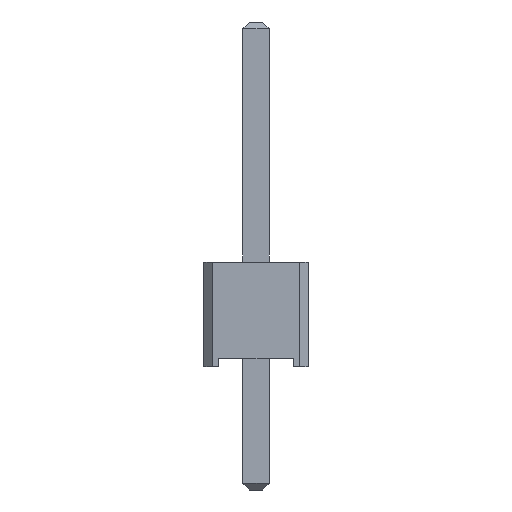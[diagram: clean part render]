
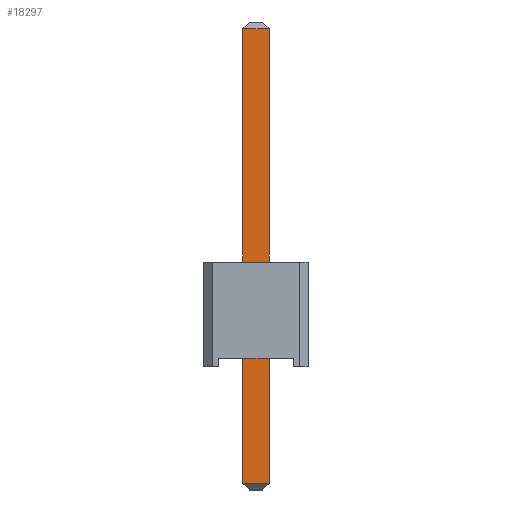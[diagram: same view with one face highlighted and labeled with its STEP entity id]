
A CAD part, left-side view. The second image highlights one B-rep face of the part: STEP entity #18297.
In plain terms, the highlighted planar face has unit normal (-1, 0, 0).
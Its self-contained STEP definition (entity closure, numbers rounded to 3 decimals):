
#18181 = EDGE_CURVE('',#18182,#18184,#18186,.T.);
#18182 = VERTEX_POINT('',#18183);
#18183 = CARTESIAN_POINT('',(-0.32,0.32,-2.84));
#18184 = VERTEX_POINT('',#18185);
#18185 = CARTESIAN_POINT('',(-0.32,0.32,8.22));
#18186 = SURFACE_CURVE('',#18187,(#18191,#18203),.PCURVE_S1.);
#18187 = LINE('',#18188,#18189);
#18188 = CARTESIAN_POINT('',(-0.32,0.32,-3.));
#18189 = VECTOR('',#18190,1.);
#18190 = DIRECTION('',(0.,0.,1.));
#18191 = PCURVE('',#18192,#18197);
#18192 = PLANE('',#18193);
#18193 = AXIS2_PLACEMENT_3D('',#18194,#18195,#18196);
#18194 = CARTESIAN_POINT('',(-0.32,0.32,-3.));
#18195 = DIRECTION('',(0.,1.,0.));
#18196 = DIRECTION('',(1.,0.,0.));
#18197 = DEFINITIONAL_REPRESENTATION('',(#18198),#18202);
#18198 = LINE('',#18199,#18200);
#18199 = CARTESIAN_POINT('',(0.,0.));
#18200 = VECTOR('',#18201,1.);
#18201 = DIRECTION('',(0.,-1.));
#18202 = ( GEOMETRIC_REPRESENTATION_CONTEXT(2) 
PARAMETRIC_REPRESENTATION_CONTEXT() REPRESENTATION_CONTEXT('2D SPACE',''
  ) );
#18203 = PCURVE('',#18204,#18209);
#18204 = PLANE('',#18205);
#18205 = AXIS2_PLACEMENT_3D('',#18206,#18207,#18208);
#18206 = CARTESIAN_POINT('',(-0.32,-0.32,-3.));
#18207 = DIRECTION('',(-1.,0.,0.));
#18208 = DIRECTION('',(0.,1.,0.));
#18209 = DEFINITIONAL_REPRESENTATION('',(#18210),#18214);
#18210 = LINE('',#18211,#18212);
#18211 = CARTESIAN_POINT('',(0.64,0.));
#18212 = VECTOR('',#18213,1.);
#18213 = DIRECTION('',(0.,-1.));
#18214 = ( GEOMETRIC_REPRESENTATION_CONTEXT(2) 
PARAMETRIC_REPRESENTATION_CONTEXT() REPRESENTATION_CONTEXT('2D SPACE',''
  ) );
#18297 = ADVANCED_FACE('',(#18298),#18204,.T.);
#18298 = FACE_BOUND('',#18299,.T.);
#18299 = EDGE_LOOP('',(#18300,#18330,#18356,#18357));
#18300 = ORIENTED_EDGE('',*,*,#18301,.T.);
#18301 = EDGE_CURVE('',#18302,#18304,#18306,.T.);
#18302 = VERTEX_POINT('',#18303);
#18303 = CARTESIAN_POINT('',(-0.32,-0.32,-2.84));
#18304 = VERTEX_POINT('',#18305);
#18305 = CARTESIAN_POINT('',(-0.32,-0.32,8.22));
#18306 = SURFACE_CURVE('',#18307,(#18311,#18318),.PCURVE_S1.);
#18307 = LINE('',#18308,#18309);
#18308 = CARTESIAN_POINT('',(-0.32,-0.32,-3.));
#18309 = VECTOR('',#18310,1.);
#18310 = DIRECTION('',(0.,0.,1.));
#18311 = PCURVE('',#18204,#18312);
#18312 = DEFINITIONAL_REPRESENTATION('',(#18313),#18317);
#18313 = LINE('',#18314,#18315);
#18314 = CARTESIAN_POINT('',(0.,0.));
#18315 = VECTOR('',#18316,1.);
#18316 = DIRECTION('',(0.,-1.));
#18317 = ( GEOMETRIC_REPRESENTATION_CONTEXT(2) 
PARAMETRIC_REPRESENTATION_CONTEXT() REPRESENTATION_CONTEXT('2D SPACE',''
  ) );
#18318 = PCURVE('',#18319,#18324);
#18319 = PLANE('',#18320);
#18320 = AXIS2_PLACEMENT_3D('',#18321,#18322,#18323);
#18321 = CARTESIAN_POINT('',(0.32,-0.32,-3.));
#18322 = DIRECTION('',(0.,-1.,0.));
#18323 = DIRECTION('',(-1.,0.,0.));
#18324 = DEFINITIONAL_REPRESENTATION('',(#18325),#18329);
#18325 = LINE('',#18326,#18327);
#18326 = CARTESIAN_POINT('',(0.64,0.));
#18327 = VECTOR('',#18328,1.);
#18328 = DIRECTION('',(0.,-1.));
#18329 = ( GEOMETRIC_REPRESENTATION_CONTEXT(2) 
PARAMETRIC_REPRESENTATION_CONTEXT() REPRESENTATION_CONTEXT('2D SPACE',''
  ) );
#18330 = ORIENTED_EDGE('',*,*,#18331,.T.);
#18331 = EDGE_CURVE('',#18304,#18184,#18332,.T.);
#18332 = SURFACE_CURVE('',#18333,(#18337,#18344),.PCURVE_S1.);
#18333 = LINE('',#18334,#18335);
#18334 = CARTESIAN_POINT('',(-0.32,-0.32,8.22));
#18335 = VECTOR('',#18336,1.);
#18336 = DIRECTION('',(0.,1.,0.));
#18337 = PCURVE('',#18204,#18338);
#18338 = DEFINITIONAL_REPRESENTATION('',(#18339),#18343);
#18339 = LINE('',#18340,#18341);
#18340 = CARTESIAN_POINT('',(0.,-11.22));
#18341 = VECTOR('',#18342,1.);
#18342 = DIRECTION('',(1.,0.));
#18343 = ( GEOMETRIC_REPRESENTATION_CONTEXT(2) 
PARAMETRIC_REPRESENTATION_CONTEXT() REPRESENTATION_CONTEXT('2D SPACE',''
  ) );
#18344 = PCURVE('',#18345,#18350);
#18345 = PLANE('',#18346);
#18346 = AXIS2_PLACEMENT_3D('',#18347,#18348,#18349);
#18347 = CARTESIAN_POINT('',(-0.24,-0.32,8.3));
#18348 = DIRECTION('',(-0.707,0.,
    0.707));
#18349 = DIRECTION('',(0.,-1.,0.));
#18350 = DEFINITIONAL_REPRESENTATION('',(#18351),#18355);
#18351 = LINE('',#18352,#18353);
#18352 = CARTESIAN_POINT('',(0.,-0.113));
#18353 = VECTOR('',#18354,1.);
#18354 = DIRECTION('',(-1.,0.));
#18355 = ( GEOMETRIC_REPRESENTATION_CONTEXT(2) 
PARAMETRIC_REPRESENTATION_CONTEXT() REPRESENTATION_CONTEXT('2D SPACE',''
  ) );
#18356 = ORIENTED_EDGE('',*,*,#18181,.F.);
#18357 = ORIENTED_EDGE('',*,*,#18358,.F.);
#18358 = EDGE_CURVE('',#18302,#18182,#18359,.T.);
#18359 = SURFACE_CURVE('',#18360,(#18364,#18371),.PCURVE_S1.);
#18360 = LINE('',#18361,#18362);
#18361 = CARTESIAN_POINT('',(-0.32,-0.32,-2.84));
#18362 = VECTOR('',#18363,1.);
#18363 = DIRECTION('',(0.,1.,0.));
#18364 = PCURVE('',#18204,#18365);
#18365 = DEFINITIONAL_REPRESENTATION('',(#18366),#18370);
#18366 = LINE('',#18367,#18368);
#18367 = CARTESIAN_POINT('',(0.,-0.16));
#18368 = VECTOR('',#18369,1.);
#18369 = DIRECTION('',(1.,0.));
#18370 = ( GEOMETRIC_REPRESENTATION_CONTEXT(2) 
PARAMETRIC_REPRESENTATION_CONTEXT() REPRESENTATION_CONTEXT('2D SPACE',''
  ) );
#18371 = PCURVE('',#18372,#18377);
#18372 = PLANE('',#18373);
#18373 = AXIS2_PLACEMENT_3D('',#18374,#18375,#18376);
#18374 = CARTESIAN_POINT('',(-0.24,-0.32,-2.92));
#18375 = DIRECTION('',(0.707,0.,0.707));
#18376 = DIRECTION('',(0.,-1.,0.));
#18377 = DEFINITIONAL_REPRESENTATION('',(#18378),#18382);
#18378 = LINE('',#18379,#18380);
#18379 = CARTESIAN_POINT('',(0.,-0.113));
#18380 = VECTOR('',#18381,1.);
#18381 = DIRECTION('',(-1.,0.));
#18382 = ( GEOMETRIC_REPRESENTATION_CONTEXT(2) 
PARAMETRIC_REPRESENTATION_CONTEXT() REPRESENTATION_CONTEXT('2D SPACE',''
  ) );
